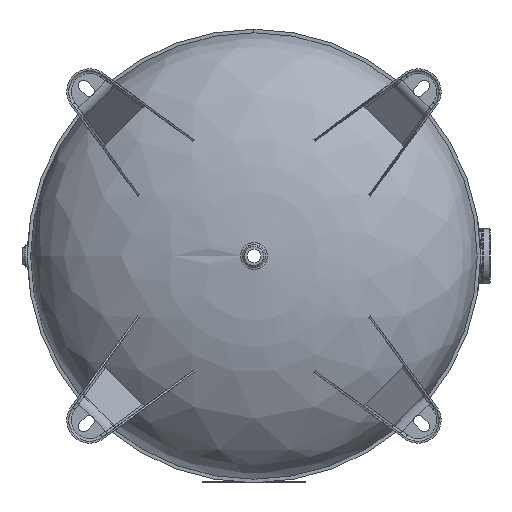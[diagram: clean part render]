
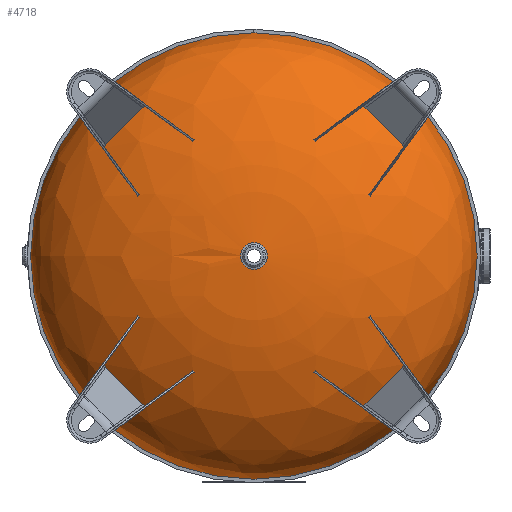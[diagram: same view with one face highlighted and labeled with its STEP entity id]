
A CAD part, front view. The second image highlights one B-rep face of the part: STEP entity #4718.
In plain terms, the highlighted free-form (B-spline) face has degree [2, 2] with [3, 9] control points.
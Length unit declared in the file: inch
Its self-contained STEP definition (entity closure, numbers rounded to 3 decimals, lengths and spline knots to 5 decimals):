
#1112=ELLIPSE('',#5104,12.,6.0745);
#1136=(
BOUNDED_SURFACE()
B_SPLINE_SURFACE(2,2,((#6882,#6883,#6884,#6885,#6886,#6887,#6888,#6889,
#6890),(#6891,#6892,#6893,#6894,#6895,#6896,#6897,#6898,#6899),(#6900,#6901,
#6902,#6903,#6904,#6905,#6906,#6907,#6908)),.UNSPECIFIED.,.F.,.T.,.F.)
B_SPLINE_SURFACE_WITH_KNOTS((3,3),(3,2,2,2,3),(0.,1.5708),(0.,
1.5708,3.14159,4.71239,6.28319),
 .UNSPECIFIED.)
GEOMETRIC_REPRESENTATION_ITEM()
RATIONAL_B_SPLINE_SURFACE(((1.,0.707,1.,0.707,1.,
0.707,1.,0.707,1.),(0.707,0.5,0.707,
0.5,0.707,0.5,0.707,0.5,0.707),(1.,
0.707,1.,0.707,1.,0.707,1.,0.707,
1.)))
REPRESENTATION_ITEM('')
SURFACE()
);
#1367=FACE_OUTER_BOUND('',#1659,.T.);
#1659=EDGE_LOOP('',(#3243,#3244,#3245,#3246));
#2023=CIRCLE('',#5102,0.60925);
#2025=CIRCLE('',#5105,12.);
#2115=VERTEX_POINT('',#6878);
#2117=VERTEX_POINT('',#6909);
#2572=EDGE_CURVE('',#2115,#2115,#2023,.T.);
#2574=EDGE_CURVE('',#2115,#2117,#1112,.T.);
#2575=EDGE_CURVE('',#2117,#2117,#2025,.T.);
#3243=ORIENTED_EDGE('',*,*,#2572,.T.);
#3244=ORIENTED_EDGE('',*,*,#2574,.T.);
#3245=ORIENTED_EDGE('',*,*,#2575,.F.);
#3246=ORIENTED_EDGE('',*,*,#2574,.F.);
#4718=ADVANCED_FACE('',(#1367),#1136,.T.);
#5102=AXIS2_PLACEMENT_3D('',#6879,#5509,#5510);
#5104=AXIS2_PLACEMENT_3D('',#6910,#5513,#5514);
#5105=AXIS2_PLACEMENT_3D('',#6911,#5515,#5516);
#5509=DIRECTION('center_axis',(0.,-1.,0.));
#5510=DIRECTION('ref_axis',(0.809,0.,-0.588));
#5513=DIRECTION('center_axis',(0.,0.,-1.));
#5514=DIRECTION('ref_axis',(1.,0.,0.));
#5515=DIRECTION('center_axis',(0.,-1.,0.));
#5516=DIRECTION('ref_axis',(1.,0.,0.));
#6878=CARTESIAN_POINT('',(0.60925,6.06667,0.));
#6879=CARTESIAN_POINT('Origin',(0.,6.06667,
0.));
#6882=CARTESIAN_POINT('Ctrl Pts',(12.,0.,0.));
#6883=CARTESIAN_POINT('Ctrl Pts',(12.,0.,12.));
#6884=CARTESIAN_POINT('Ctrl Pts',(0.,0.,
12.));
#6885=CARTESIAN_POINT('Ctrl Pts',(-12.,0.,12.));
#6886=CARTESIAN_POINT('Ctrl Pts',(-12.,0.,0.));
#6887=CARTESIAN_POINT('Ctrl Pts',(-12.,0.,-12.));
#6888=CARTESIAN_POINT('Ctrl Pts',(0.,0.,
-12.));
#6889=CARTESIAN_POINT('Ctrl Pts',(12.,0.,-12.));
#6890=CARTESIAN_POINT('Ctrl Pts',(12.,0.,0.));
#6891=CARTESIAN_POINT('Ctrl Pts',(12.,6.0745,0.));
#6892=CARTESIAN_POINT('Ctrl Pts',(12.,6.0745,12.));
#6893=CARTESIAN_POINT('Ctrl Pts',(0.,6.0745,
12.));
#6894=CARTESIAN_POINT('Ctrl Pts',(-12.,6.0745,12.));
#6895=CARTESIAN_POINT('Ctrl Pts',(-12.,6.0745,0.));
#6896=CARTESIAN_POINT('Ctrl Pts',(-12.,6.0745,-12.));
#6897=CARTESIAN_POINT('Ctrl Pts',(0.,6.0745,
-12.));
#6898=CARTESIAN_POINT('Ctrl Pts',(12.,6.0745,-12.));
#6899=CARTESIAN_POINT('Ctrl Pts',(12.,6.0745,0.));
#6900=CARTESIAN_POINT('Ctrl Pts',(0.,6.0745,
0.));
#6901=CARTESIAN_POINT('Ctrl Pts',(0.,6.0745,
0.));
#6902=CARTESIAN_POINT('Ctrl Pts',(0.,6.0745,
0.));
#6903=CARTESIAN_POINT('Ctrl Pts',(0.,6.0745,
0.));
#6904=CARTESIAN_POINT('Ctrl Pts',(0.,6.0745,
0.));
#6905=CARTESIAN_POINT('Ctrl Pts',(0.,6.0745,
0.));
#6906=CARTESIAN_POINT('Ctrl Pts',(0.,6.0745,
0.));
#6907=CARTESIAN_POINT('Ctrl Pts',(0.,6.0745,
0.));
#6908=CARTESIAN_POINT('Ctrl Pts',(0.,6.0745,
0.));
#6909=CARTESIAN_POINT('',(12.,0.,0.));
#6910=CARTESIAN_POINT('Origin',(0.,0.,
0.));
#6911=CARTESIAN_POINT('Origin',(0.,0.,
0.));
